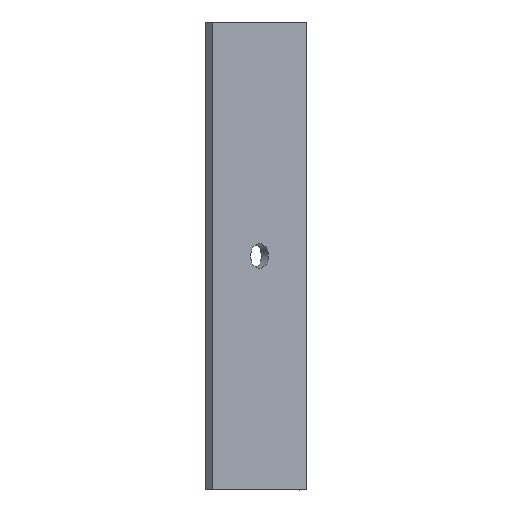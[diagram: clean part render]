
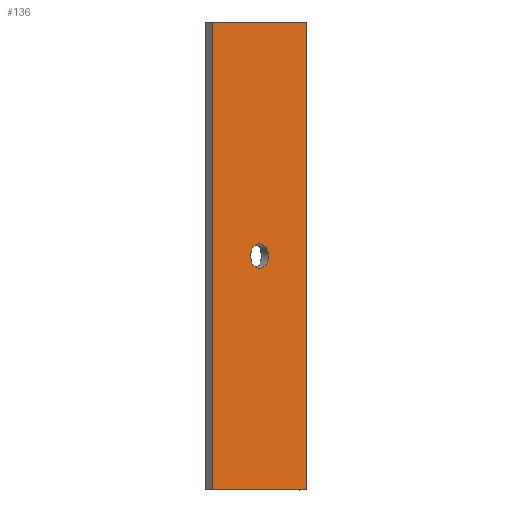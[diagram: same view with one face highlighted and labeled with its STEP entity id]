
A CAD part, top view. The second image highlights one B-rep face of the part: STEP entity #136.
In plain terms, the highlighted planar face has unit normal (0.707, 0, 0.707).
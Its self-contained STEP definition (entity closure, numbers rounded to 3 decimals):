
#23=FACE_BOUND('',#44,.T.);
#29=PLANE('',#161);
#36=FACE_OUTER_BOUND('',#43,.T.);
#43=EDGE_LOOP('',(#120,#121,#122,#123));
#44=EDGE_LOOP('',(#124));
#50=LINE('',#222,#63);
#53=LINE('',#228,#66);
#56=LINE('',#234,#69);
#59=LINE('',#238,#72);
#63=VECTOR('',#182,10.);
#66=VECTOR('',#187,10.);
#69=VECTOR('',#192,10.);
#72=VECTOR('',#197,10.);
#73=CIRCLE('',#155,3.75);
#75=VERTEX_POINT('',#210);
#79=VERTEX_POINT('',#219);
#80=VERTEX_POINT('',#221);
#82=VERTEX_POINT('',#227);
#84=VERTEX_POINT('',#233);
#85=EDGE_CURVE('',#75,#75,#73,.T.);
#90=EDGE_CURVE('',#80,#79,#50,.T.);
#93=EDGE_CURVE('',#82,#80,#53,.T.);
#96=EDGE_CURVE('',#84,#82,#56,.T.);
#99=EDGE_CURVE('',#79,#84,#59,.T.);
#120=ORIENTED_EDGE('',*,*,#99,.T.);
#121=ORIENTED_EDGE('',*,*,#96,.T.);
#122=ORIENTED_EDGE('',*,*,#93,.T.);
#123=ORIENTED_EDGE('',*,*,#90,.T.);
#124=ORIENTED_EDGE('',*,*,#85,.T.);
#136=ADVANCED_FACE('',(#36,#23),#29,.T.);
#155=AXIS2_PLACEMENT_3D('',#211,#173,#174);
#161=AXIS2_PLACEMENT_3D('',#239,#198,#199);
#173=DIRECTION('center_axis',(-0.707,0.,-0.707));
#174=DIRECTION('ref_axis',(0.707,0.,-0.707));
#182=DIRECTION('',(0.707,0.,-0.707));
#187=DIRECTION('',(0.,-1.,0.));
#192=DIRECTION('',(-0.707,0.,0.707));
#197=DIRECTION('',(0.,1.,0.));
#198=DIRECTION('center_axis',(0.707,0.,0.707));
#199=DIRECTION('ref_axis',(0.707,0.,-0.707));
#210=CARTESIAN_POINT('',(-127.935,-4.,1.972));
#211=CARTESIAN_POINT('Origin',(-125.283,-4.,-0.68));
#219=CARTESIAN_POINT('',(-111.141,-74.,-14.822));
#221=CARTESIAN_POINT('',(-139.425,-74.,13.462));
#222=CARTESIAN_POINT('',(-139.425,-74.,13.462));
#227=CARTESIAN_POINT('',(-139.425,66.,13.462));
#228=CARTESIAN_POINT('',(-139.425,66.,13.462));
#233=CARTESIAN_POINT('',(-111.141,66.,-14.822));
#234=CARTESIAN_POINT('',(-111.141,66.,-14.822));
#238=CARTESIAN_POINT('',(-111.141,-74.,-14.822));
#239=CARTESIAN_POINT('Origin',(-125.283,-4.,-0.68));
